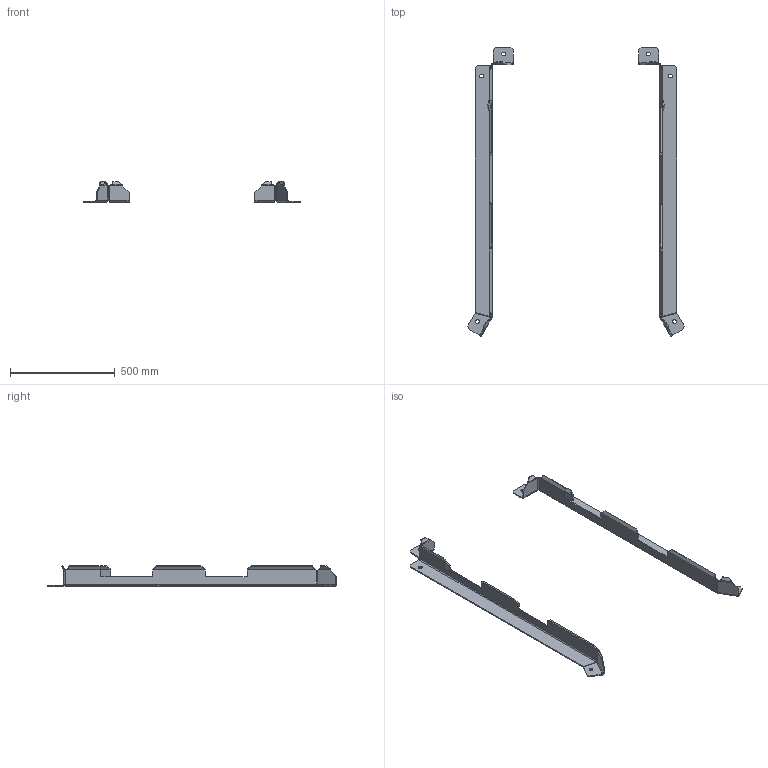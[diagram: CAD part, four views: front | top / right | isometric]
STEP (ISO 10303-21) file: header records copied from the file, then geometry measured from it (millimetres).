
FILE_DESCRIPTION (( 'STEP AP214' ), '1' );
FILE_NAME ('P8310.STEP', '2021-08-18T11:27:30', ( '' ), ( '' ), 'SwSTEP 2.0', 'SolidWorks 2019', '' );
FILE_SCHEMA (( 'AUTOMOTIVE_DESIGN' ));
Length unit declared in the file: millimetre
Products named in the file (1): P8310
Bounding box: 1032.49 x 1375 x 97.32 mm (x, y, z)
Volume: 2094266.5 mm3; surface area: 876747.8 mm2
Topology: 2 solids, 2 shells, 276 faces, 624 edges, 352 vertices
Faces by surface type: plane 168, cylinder 76, bspline 32
Entity records: 11386 total; most frequent: CARTESIAN_POINT 2492, ORIENTED_EDGE 1248, DIRECTION 1090, EDGE_CURVE 624, LINE 392, VECTOR 392, VERTEX_POINT 352, AXIS2_PLACEMENT_3D 349
